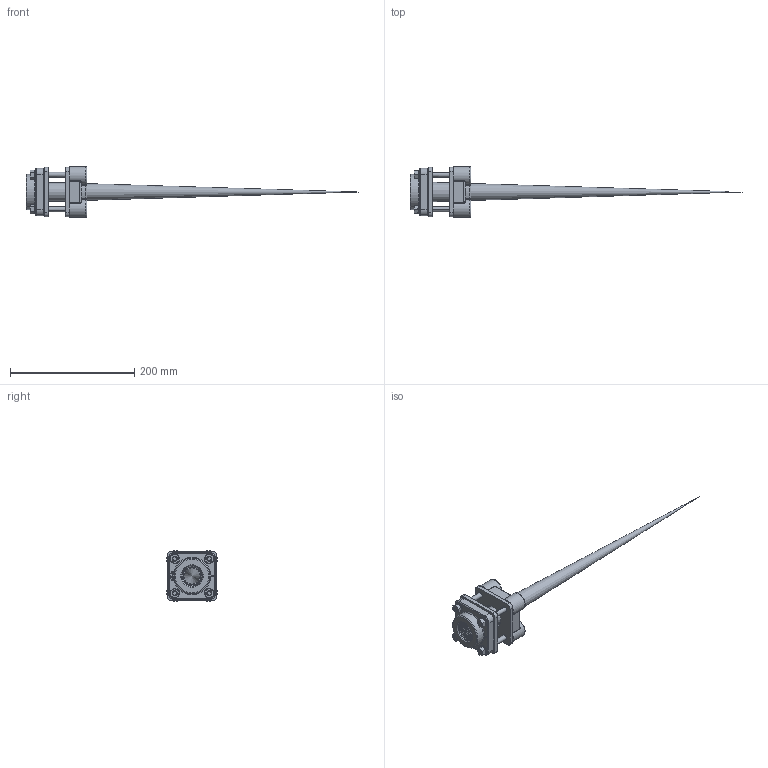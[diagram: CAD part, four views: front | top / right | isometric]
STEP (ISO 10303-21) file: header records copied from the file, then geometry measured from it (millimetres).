
FILE_DESCRIPTION(/* description */ ('1" X 1" NPT BOLTED FLANGE, W/ 3" B0LTS, EPDM '),/* implementation_level */ '2;1');
FILE_NAME(/* name */ 'BF130.stp',/* time_stamp */ '2019-11-16T10:03:19-05:00',/* author */ ('DMK'),/* organization */ (''),/* preprocessor_version */ 'ST-DEVELOPER v17.2',/* originating_system */ 'Autodesk Inventor 2019',/* authorisation */ '');
FILE_SCHEMA (('AUTOMOTIVE_DESIGN { 1 0 10303 214 3 1 1 }'));
Length unit declared in the file: inch
Products named in the file (8): BF130; BF101; BF103; BF304A; V10157; V10118; V10119; BF100GE
Assembly tree (20 placements, depth 2):
  BF130
    BF101
    BF103  x4
    BF304A  x4
    V10157
    V10118  x4
    V10119  x4
    BF100GE  x2
Bounding box: 534.39 x 81.69 x 81.69 mm (x, y, z)
Volume: 306041 mm3; surface area: 149617.1 mm2
Topology: 20 solids, 20 shells, 1566 faces, 3662 edges, 2209 vertices
Faces by surface type: plane 486, cylinder 448, cone 439, bspline 143, torus 46, sphere 4
Full cylindrical faces by diameter (mm): 8.636 x8, 8.738 x4, 8.89 x4, 18.288 x4, 18.847 x8, 18.923 x4, 25.908 x1, 38.1 x2, 57.15 x1
Entity records: 33062 total; most frequent: CARTESIAN_POINT 13311, ORIENTED_EDGE 4220, DIRECTION 3605, EDGE_CURVE 2110, VERTEX_POINT 1335, LINE 1265, VECTOR 1265, AXIS2_PLACEMENT_3D 1170
